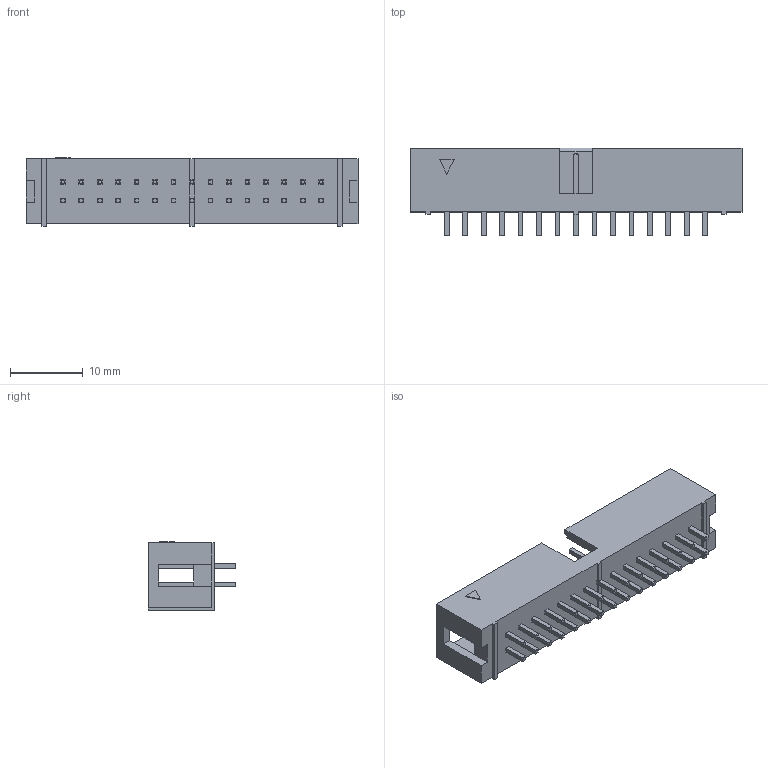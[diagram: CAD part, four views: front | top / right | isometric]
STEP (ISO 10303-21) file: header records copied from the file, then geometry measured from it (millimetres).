
FILE_DESCRIPTION (( 'STEP AP214' ), '1' );
FILE_NAME ('BH-30.step', '2021-01-16T12:43:05', ( '' ), ( '' ), 'SwSTEP 2.0', 'SolidWorks 2020', '' );
FILE_SCHEMA (( 'AUTOMOTIVE_DESIGN' ));
Length unit declared in the file: millimetre
Products named in the file (1): BH-30
Bounding box: 45.7 x 12.1 x 9.4 mm (x, y, z)
Volume: 1837.6 mm3; surface area: 3407.4 mm2
Topology: 31 solids, 31 shells, 595 faces, 1366 edges, 828 vertices
Faces by surface type: plane 595
Entity records: 21148 total; most frequent: CARTESIAN_POINT 2790, ORIENTED_EDGE 2732, DIRECTION 2558, LINE 1366, VECTOR 1366, EDGE_CURVE 1366, VERTEX_POINT 828, EDGE_LOOP 654
